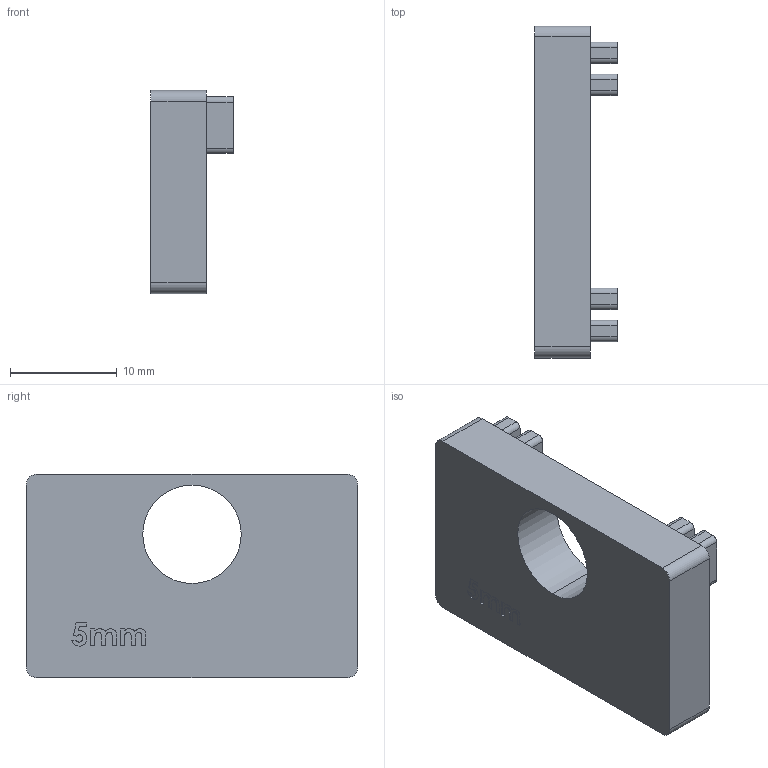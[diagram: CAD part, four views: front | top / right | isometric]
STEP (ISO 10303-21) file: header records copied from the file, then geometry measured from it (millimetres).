
FILE_DESCRIPTION (( 'STEP AP203' ), '1' );
FILE_NAME ('3105-GU.STEP', '2020-09-22T07:52:00', ( '' ), ( '' ), 'SwSTEP 2.0', 'SolidWorks 2018', '' );
FILE_SCHEMA (( 'CONFIG_CONTROL_DESIGN' ));
Length unit declared in the file: millimetre
Products named in the file (2): 3105-GU
Bounding box: 7.7 x 31 x 19 mm (x, y, z)
Volume: 2815 mm3; surface area: 1856.3 mm2
Topology: 1 solids, 1 shells, 414 faces, 1119 edges, 746 vertices
Faces by surface type: plane 215, bspline 177, cylinder 22
Entity records: 22816 total; most frequent: CARTESIAN_POINT 13410, ORIENTED_EDGE 2238, DIRECTION 1287, EDGE_CURVE 1119, VERTEX_POINT 746, VECTOR 721, LINE 721, EDGE_LOOP 455
